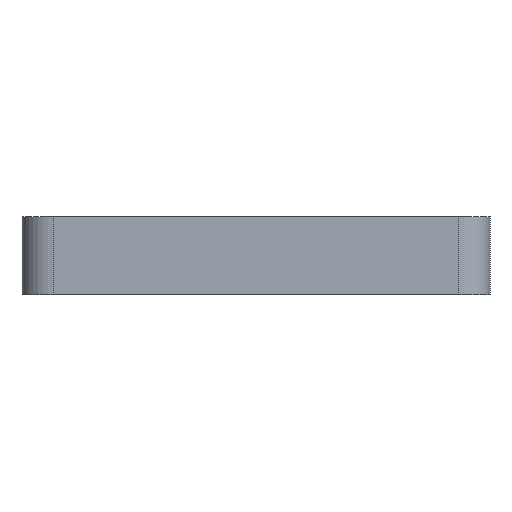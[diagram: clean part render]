
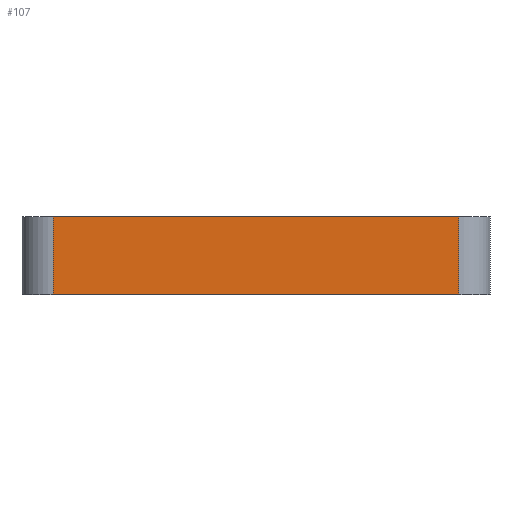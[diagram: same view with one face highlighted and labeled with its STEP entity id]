
A CAD part, left-side view. The second image highlights one B-rep face of the part: STEP entity #107.
In plain terms, the highlighted planar face has unit normal (-1, 0, 0).
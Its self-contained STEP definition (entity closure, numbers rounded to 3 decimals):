
#3 = EDGE_CURVE ( 'NONE', #240, #442, #228, .T. ) ;
#27 = CARTESIAN_POINT ( 'NONE',  ( -60., 28., -5. ) ) ;
#43 = ORIENTED_EDGE ( 'NONE', *, *, #52, .T. ) ;
#52 = EDGE_CURVE ( 'NONE', #375, #357, #629, .T. ) ;
#60 = DIRECTION ( 'NONE',  ( 0., 0., 1. ) ) ;
#84 = PLANE ( 'NONE',  #356 ) ;
#107 = ADVANCED_FACE ( 'NONE', ( #239 ), #84, .T. ) ;
#123 = ORIENTED_EDGE ( 'NONE', *, *, #132, .T. ) ;
#132 = EDGE_CURVE ( 'NONE', #240, #375, #301, .T. ) ;
#140 = DIRECTION ( 'NONE',  ( -1., 0., 0. ) ) ;
#145 = CARTESIAN_POINT ( 'NONE',  ( -60., 0., -5. ) ) ;
#191 = DIRECTION ( 'NONE',  ( 0., 0., -1. ) ) ;
#216 = VECTOR ( 'NONE', #429, 1000. ) ;
#225 = CARTESIAN_POINT ( 'NONE',  ( -60., 2., -5. ) ) ;
#228 = LINE ( 'NONE', #649, #216 ) ;
#239 = FACE_OUTER_BOUND ( 'NONE', #652, .T. ) ;
#240 = VERTEX_POINT ( 'NONE', #474 ) ;
#275 = VECTOR ( 'NONE', #60, 1000. ) ;
#296 = DIRECTION ( 'NONE',  ( 0., 0., 1. ) ) ;
#301 = LINE ( 'NONE', #27, #415 ) ;
#327 = ORIENTED_EDGE ( 'NONE', *, *, #3, .F. ) ;
#356 = AXIS2_PLACEMENT_3D ( 'NONE', #145, #140, #296 ) ;
#357 = VERTEX_POINT ( 'NONE', #515 ) ;
#375 = VERTEX_POINT ( 'NONE', #676 ) ;
#377 = LINE ( 'NONE', #225, #275 ) ;
#413 = CARTESIAN_POINT ( 'NONE',  ( -60., 2., 0. ) ) ;
#415 = VECTOR ( 'NONE', #191, 1000. ) ;
#429 = DIRECTION ( 'NONE',  ( 0., -1., 0. ) ) ;
#442 = VERTEX_POINT ( 'NONE', #413 ) ;
#455 = DIRECTION ( 'NONE',  ( 0., -1., 0. ) ) ;
#474 = CARTESIAN_POINT ( 'NONE',  ( -60., 28., 0. ) ) ;
#515 = CARTESIAN_POINT ( 'NONE',  ( -60., 2., -5. ) ) ;
#530 = EDGE_CURVE ( 'NONE', #357, #442, #377, .T. ) ;
#541 = VECTOR ( 'NONE', #455, 1000. ) ;
#629 = LINE ( 'NONE', #668, #541 ) ;
#649 = CARTESIAN_POINT ( 'NONE',  ( -60., 0., 0. ) ) ;
#652 = EDGE_LOOP ( 'NONE', ( #43, #663, #327, #123 ) ) ;
#663 = ORIENTED_EDGE ( 'NONE', *, *, #530, .T. ) ;
#668 = CARTESIAN_POINT ( 'NONE',  ( -60., 0., -5. ) ) ;
#676 = CARTESIAN_POINT ( 'NONE',  ( -60., 28., -5. ) ) ;
